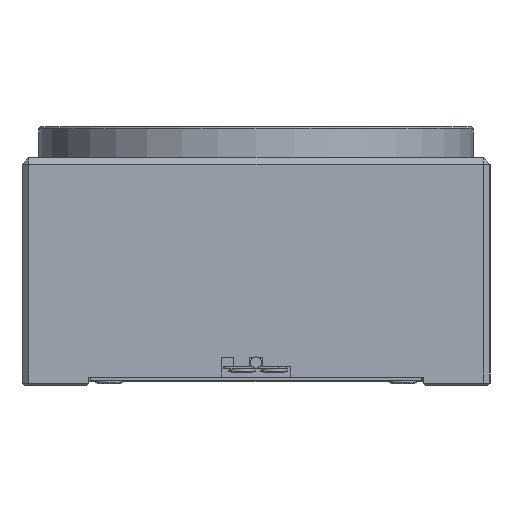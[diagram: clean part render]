
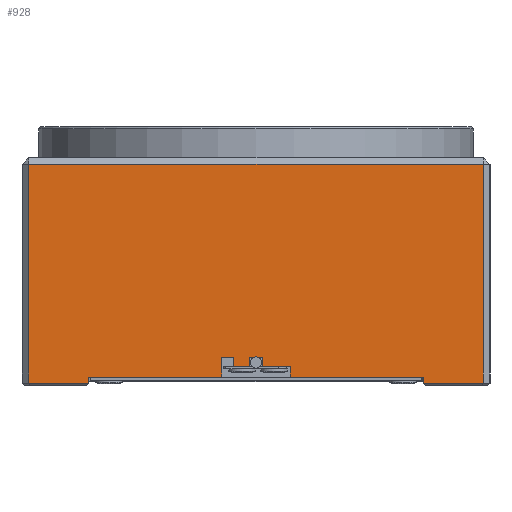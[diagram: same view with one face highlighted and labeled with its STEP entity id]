
A CAD part, left-side view. The second image highlights one B-rep face of the part: STEP entity #928.
In plain terms, the highlighted face is planar.
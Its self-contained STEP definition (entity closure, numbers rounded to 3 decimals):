
#802=FACE_OUTER_BOUND('',#2199,.T.);
#928=ADVANCED_FACE('',(#802),#1212,.F.);
#1212=PLANE('',#4853);
#1317=LINE('',#6744,#1557);
#1321=LINE('',#6763,#1561);
#1325=LINE('',#6775,#1565);
#1346=LINE('',#6837,#1586);
#1347=LINE('',#6839,#1587);
#1348=LINE('',#6841,#1588);
#1349=LINE('',#6843,#1589);
#1350=LINE('',#6845,#1590);
#1351=LINE('',#6847,#1591);
#1352=LINE('',#6849,#1592);
#1353=LINE('',#6850,#1593);
#1354=LINE('',#6852,#1594);
#1355=LINE('',#6854,#1595);
#1356=LINE('',#6855,#1596);
#1357=LINE('',#6857,#1597);
#1358=LINE('',#6859,#1598);
#1359=LINE('',#6861,#1599);
#1360=LINE('',#6863,#1600);
#1557=VECTOR('',#5391,1.);
#1561=VECTOR('',#5407,1.);
#1565=VECTOR('',#5415,1.);
#1586=VECTOR('',#5462,1.);
#1587=VECTOR('',#5463,1.);
#1588=VECTOR('',#5464,1.);
#1589=VECTOR('',#5465,1.);
#1590=VECTOR('',#5466,1.);
#1591=VECTOR('',#5467,1.);
#1592=VECTOR('',#5468,1.);
#1593=VECTOR('',#5469,1.);
#1594=VECTOR('',#5470,1.);
#1595=VECTOR('',#5471,1.);
#1596=VECTOR('',#5472,1.);
#1597=VECTOR('',#5473,1.);
#1598=VECTOR('',#5474,1.);
#1599=VECTOR('',#5475,1.);
#1600=VECTOR('',#5476,1.);
#2199=EDGE_LOOP('',(#2710,#2711,#2712,#2713,#2714,#2715,#2716,#2717,#2718,
#2719,#2720,#2721,#2722,#2723,#2724,#2725,#2726,#2727));
#2710=ORIENTED_EDGE('',*,*,#4115,.F.);
#2711=ORIENTED_EDGE('',*,*,#4116,.T.);
#2712=ORIENTED_EDGE('',*,*,#4117,.T.);
#2713=ORIENTED_EDGE('',*,*,#4118,.T.);
#2714=ORIENTED_EDGE('',*,*,#4119,.T.);
#2715=ORIENTED_EDGE('',*,*,#4120,.T.);
#2716=ORIENTED_EDGE('',*,*,#4121,.F.);
#2717=ORIENTED_EDGE('',*,*,#4080,.T.);
#2718=ORIENTED_EDGE('',*,*,#4122,.F.);
#2719=ORIENTED_EDGE('',*,*,#4123,.F.);
#2720=ORIENTED_EDGE('',*,*,#4124,.T.);
#2721=ORIENTED_EDGE('',*,*,#4071,.F.);
#2722=ORIENTED_EDGE('',*,*,#4125,.F.);
#2723=ORIENTED_EDGE('',*,*,#4126,.F.);
#2724=ORIENTED_EDGE('',*,*,#4127,.T.);
#2725=ORIENTED_EDGE('',*,*,#4128,.F.);
#2726=ORIENTED_EDGE('',*,*,#4129,.T.);
#2727=ORIENTED_EDGE('',*,*,#4086,.T.);
#3671=VERTEX_POINT('',#6742);
#3673=VERTEX_POINT('',#6745);
#3680=VERTEX_POINT('',#6761);
#3682=VERTEX_POINT('',#6764);
#3687=VERTEX_POINT('',#6774);
#3688=VERTEX_POINT('',#6776);
#3716=VERTEX_POINT('',#6838);
#3717=VERTEX_POINT('',#6840);
#3718=VERTEX_POINT('',#6842);
#3719=VERTEX_POINT('',#6844);
#3720=VERTEX_POINT('',#6846);
#3721=VERTEX_POINT('',#6848);
#3722=VERTEX_POINT('',#6851);
#3723=VERTEX_POINT('',#6853);
#3724=VERTEX_POINT('',#6856);
#3725=VERTEX_POINT('',#6858);
#3726=VERTEX_POINT('',#6860);
#3727=VERTEX_POINT('',#6862);
#4071=EDGE_CURVE('',#3671,#3673,#1317,.T.);
#4080=EDGE_CURVE('',#3682,#3680,#1321,.T.);
#4086=EDGE_CURVE('',#3688,#3687,#1325,.T.);
#4115=EDGE_CURVE('',#3716,#3687,#1346,.T.);
#4116=EDGE_CURVE('',#3716,#3717,#1347,.T.);
#4117=EDGE_CURVE('',#3717,#3718,#1348,.T.);
#4118=EDGE_CURVE('',#3718,#3719,#1349,.T.);
#4119=EDGE_CURVE('',#3719,#3720,#1350,.T.);
#4120=EDGE_CURVE('',#3720,#3721,#1351,.T.);
#4121=EDGE_CURVE('',#3682,#3721,#1352,.T.);
#4122=EDGE_CURVE('',#3722,#3680,#1353,.T.);
#4123=EDGE_CURVE('',#3723,#3722,#1354,.T.);
#4124=EDGE_CURVE('',#3723,#3673,#1355,.T.);
#4125=EDGE_CURVE('',#3724,#3671,#1356,.T.);
#4126=EDGE_CURVE('',#3725,#3724,#1357,.T.);
#4127=EDGE_CURVE('',#3725,#3726,#1358,.T.);
#4128=EDGE_CURVE('',#3727,#3726,#1359,.T.);
#4129=EDGE_CURVE('',#3727,#3688,#1360,.T.);
#4853=AXIS2_PLACEMENT_3D('',#6864,#5477,#5478);
#5391=DIRECTION('',(-1.,0.,0.));
#5407=DIRECTION('',(1.,0.,0.));
#5415=DIRECTION('',(1.,0.,0.));
#5462=DIRECTION('',(0.,0.,1.));
#5463=DIRECTION('',(1.,0.,0.));
#5464=DIRECTION('',(0.,0.,1.));
#5465=DIRECTION('',(-1.,0.,0.));
#5466=DIRECTION('',(0.,0.,-1.));
#5467=DIRECTION('',(1.,0.,0.));
#5468=DIRECTION('',(0.,0.,-1.));
#5469=DIRECTION('',(0.,0.,-1.));
#5470=DIRECTION('',(-1.,0.,0.));
#5471=DIRECTION('',(0.,0.,-1.));
#5472=DIRECTION('',(0.,0.,-1.));
#5473=DIRECTION('',(-1.,0.,0.));
#5474=DIRECTION('',(0.,0.,-1.));
#5475=DIRECTION('',(-1.,0.,0.));
#5476=DIRECTION('',(0.,0.,-1.));
#5477=DIRECTION('',(0.,1.,0.));
#5478=DIRECTION('',(0.,0.,1.));
#6742=CARTESIAN_POINT('',(-0.9,-35.,2.7));
#6744=CARTESIAN_POINT('',(5.1,-35.,2.7));
#6745=CARTESIAN_POINT('',(-3.3,-35.,2.7));
#6761=CARTESIAN_POINT('',(-5.1,-35.,1.2));
#6763=CARTESIAN_POINT('',(-35.,-35.,1.2));
#6764=CARTESIAN_POINT('',(-25.,-35.,1.2));
#6774=CARTESIAN_POINT('',(25.,-35.,1.2));
#6775=CARTESIAN_POINT('',(-35.,-35.,1.2));
#6776=CARTESIAN_POINT('',(5.1,-35.,1.2));
#6837=CARTESIAN_POINT('',(25.,-35.,30.5));
#6838=CARTESIAN_POINT('',(25.,-35.,0.3));
#6839=CARTESIAN_POINT('',(-35.,-35.,0.3));
#6840=CARTESIAN_POINT('',(34.,-35.,0.3));
#6841=CARTESIAN_POINT('',(34.,-35.,30.5));
#6842=CARTESIAN_POINT('',(34.,-35.,33.));
#6843=CARTESIAN_POINT('',(-35.,-35.,33.));
#6844=CARTESIAN_POINT('',(-34.,-35.,33.));
#6845=CARTESIAN_POINT('',(-34.,-35.,30.5));
#6846=CARTESIAN_POINT('',(-34.,-35.,0.3));
#6847=CARTESIAN_POINT('',(-35.,-35.,0.3));
#6848=CARTESIAN_POINT('',(-25.,-35.,0.3));
#6849=CARTESIAN_POINT('',(-25.,-35.,30.5));
#6850=CARTESIAN_POINT('',(-5.1,-35.,2.7));
#6851=CARTESIAN_POINT('',(-5.1,-35.,4.05));
#6852=CARTESIAN_POINT('',(-3.3,-35.,4.05));
#6853=CARTESIAN_POINT('',(-3.3,-35.,4.05));
#6854=CARTESIAN_POINT('',(-3.3,-35.,4.05));
#6855=CARTESIAN_POINT('',(-0.9,-35.,4.05));
#6856=CARTESIAN_POINT('',(-0.9,-35.,4.05));
#6857=CARTESIAN_POINT('',(0.9,-35.,4.05));
#6858=CARTESIAN_POINT('',(0.9,-35.,4.05));
#6859=CARTESIAN_POINT('',(0.9,-35.,4.05));
#6860=CARTESIAN_POINT('',(0.9,-35.,2.7));
#6861=CARTESIAN_POINT('',(5.1,-35.,2.7));
#6862=CARTESIAN_POINT('',(5.1,-35.,2.7));
#6863=CARTESIAN_POINT('',(5.1,-35.,2.7));
#6864=CARTESIAN_POINT('',(-35.,-35.,30.5));
